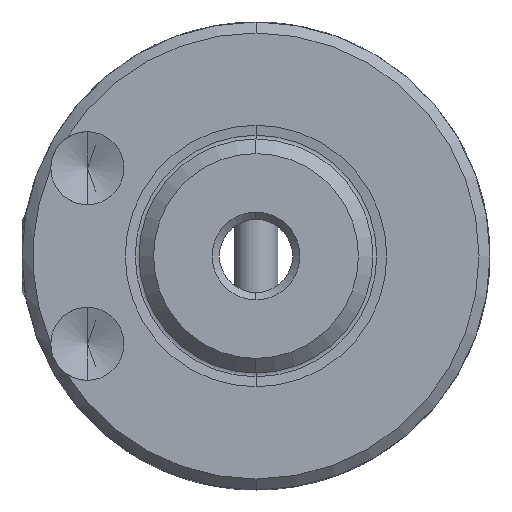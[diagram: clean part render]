
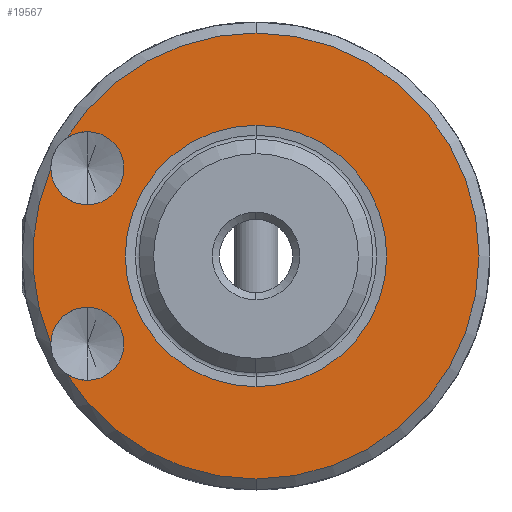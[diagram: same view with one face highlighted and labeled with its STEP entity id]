
A CAD part, left-side view. The second image highlights one B-rep face of the part: STEP entity #19567.
In plain terms, the highlighted planar face has unit normal (-1, 0, 0).
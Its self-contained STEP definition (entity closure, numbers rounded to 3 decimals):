
#409 = DIRECTION ( 'NONE',  ( 1., 0., 0. ) ) ;
#529 = CARTESIAN_POINT ( 'NONE',  ( -32., 11.531, -6.003 ) ) ;
#1162 = ORIENTED_EDGE ( 'NONE', *, *, #27053, .F. ) ;
#1167 = VERTEX_POINT ( 'NONE', #17645 ) ;
#1732 = DIRECTION ( 'NONE',  ( 0., 0., 1. ) ) ;
#1765 = DIRECTION ( 'NONE',  ( 0., 0., 1. ) ) ;
#2917 = ORIENTED_EDGE ( 'NONE', *, *, #15448, .F. ) ;
#3414 = CARTESIAN_POINT ( 'NONE',  ( -32., 14.031, 5.974 ) ) ;
#3690 = EDGE_CURVE ( 'NONE', #18749, #1167, #25078, .T. ) ;
#3763 = DIRECTION ( 'NONE',  ( 0., 0., 1. ) ) ;
#3879 = DIRECTION ( 'NONE',  ( 1., 0., 0. ) ) ;
#3895 = PLANE ( 'NONE',  #34131 ) ;
#4397 = AXIS2_PLACEMENT_3D ( 'NONE', #6047, #5789, #33836 ) ;
#4404 = CIRCLE ( 'NONE', #35017, 15.25 ) ;
#4410 = DIRECTION ( 'NONE',  ( -1., 0., 0. ) ) ;
#4490 = CIRCLE ( 'NONE', #21108, 15.25 ) ;
#4575 = CIRCLE ( 'NONE', #34202, 8.94 ) ;
#5632 = DIRECTION ( 'NONE',  ( -1., 0., 0. ) ) ;
#5789 = DIRECTION ( 'NONE',  ( 1., 0., 0. ) ) ;
#5818 = AXIS2_PLACEMENT_3D ( 'NONE', #26715, #4410, #1732 ) ;
#6047 = CARTESIAN_POINT ( 'NONE',  ( -32., 0., 0. ) ) ;
#6095 = DIRECTION ( 'NONE',  ( -1., 0., 0. ) ) ;
#6249 = DIRECTION ( 'NONE',  ( 1., 0., 0. ) ) ;
#6493 = CARTESIAN_POINT ( 'NONE',  ( -32., 0., 0. ) ) ;
#6677 = DIRECTION ( 'NONE',  ( 0., 0., -1. ) ) ;
#7153 = CARTESIAN_POINT ( 'NONE',  ( -32., 0., 0. ) ) ;
#7622 = ORIENTED_EDGE ( 'NONE', *, *, #24590, .F. ) ;
#7789 = EDGE_CURVE ( 'NONE', #25713, #18749, #26716, .T. ) ;
#8010 = EDGE_LOOP ( 'NONE', ( #16039, #17199 ) ) ;
#8065 = CIRCLE ( 'NONE', #19441, 2.5 ) ;
#8271 = CARTESIAN_POINT ( 'NONE',  ( -32., 11.531, 6.003 ) ) ;
#9090 = VERTEX_POINT ( 'NONE', #31138 ) ;
#10052 = VERTEX_POINT ( 'NONE', #13108 ) ;
#10887 = EDGE_CURVE ( 'NONE', #20692, #24831, #17609, .T. ) ;
#11564 = CARTESIAN_POINT ( 'NONE',  ( -32., 14.031, -5.974 ) ) ;
#11795 = DIRECTION ( 'NONE',  ( 0., 0., 1. ) ) ;
#12060 = EDGE_CURVE ( 'NONE', #24831, #20692, #4575, .T. ) ;
#13108 = CARTESIAN_POINT ( 'NONE',  ( -32., 12.942, -8.067 ) ) ;
#13272 = DIRECTION ( 'NONE',  ( -1., 0., 0. ) ) ;
#13638 = AXIS2_PLACEMENT_3D ( 'NONE', #17980, #23651, #1765 ) ;
#13705 = VERTEX_POINT ( 'NONE', #33643 ) ;
#14180 = DIRECTION ( 'NONE',  ( 0., 0., -1. ) ) ;
#14508 = DIRECTION ( 'NONE',  ( -1., 0., 0. ) ) ;
#14637 = VERTEX_POINT ( 'NONE', #24101 ) ;
#14792 = CIRCLE ( 'NONE', #25702, 15.25 ) ;
#15276 = EDGE_CURVE ( 'NONE', #22838, #25713, #22763, .T. ) ;
#15448 = EDGE_CURVE ( 'NONE', #9090, #22838, #22307, .T. ) ;
#15987 = DIRECTION ( 'NONE',  ( 0., 0., 1. ) ) ;
#16039 = ORIENTED_EDGE ( 'NONE', *, *, #12060, .T. ) ;
#16721 = EDGE_CURVE ( 'NONE', #1167, #13705, #23533, .T. ) ;
#16988 = CARTESIAN_POINT ( 'NONE',  ( -32., 0., 0. ) ) ;
#17199 = ORIENTED_EDGE ( 'NONE', *, *, #10887, .T. ) ;
#17388 = CARTESIAN_POINT ( 'NONE',  ( -32., 0., 15.25 ) ) ;
#17549 = CARTESIAN_POINT ( 'NONE',  ( -32., 15.25, 0. ) ) ;
#17609 = CIRCLE ( 'NONE', #28560, 8.94 ) ;
#17645 = CARTESIAN_POINT ( 'NONE',  ( -32., 11.531, 8.503 ) ) ;
#17980 = CARTESIAN_POINT ( 'NONE',  ( -32., 11.531, -6.003 ) ) ;
#18031 = CARTESIAN_POINT ( 'NONE',  ( -32., 11.531, 6.003 ) ) ;
#18283 = DIRECTION ( 'NONE',  ( 1., 0., 0. ) ) ;
#18749 = VERTEX_POINT ( 'NONE', #19396 ) ;
#19396 = CARTESIAN_POINT ( 'NONE',  ( -32., 11.531, 3.503 ) ) ;
#19441 = AXIS2_PLACEMENT_3D ( 'NONE', #529, #6095, #33877 ) ;
#19567 = ADVANCED_FACE ( 'NONE', ( #29638, #28779 ), #3895, .T. ) ;
#19788 = ORIENTED_EDGE ( 'NONE', *, *, #7789, .F. ) ;
#20016 = DIRECTION ( 'NONE',  ( 1., 0., 0. ) ) ;
#20161 = CARTESIAN_POINT ( 'NONE',  ( -32., 0., -8.94 ) ) ;
#20276 = DIRECTION ( 'NONE',  ( 0., 0., -1. ) ) ;
#20647 = VERTEX_POINT ( 'NONE', #27912 ) ;
#20692 = VERTEX_POINT ( 'NONE', #20161 ) ;
#21108 = AXIS2_PLACEMENT_3D ( 'NONE', #6493, #6249, #25551 ) ;
#21164 = DIRECTION ( 'NONE',  ( -1., 0., 0. ) ) ;
#21216 = ORIENTED_EDGE ( 'NONE', *, *, #15276, .F. ) ;
#21219 = ORIENTED_EDGE ( 'NONE', *, *, #3690, .F. ) ;
#22307 = CIRCLE ( 'NONE', #13638, 2.5 ) ;
#22658 = EDGE_LOOP ( 'NONE', ( #19788, #21216, #2917, #33242, #7622, #24185, #33449, #1162, #29514, #21219 ) ) ;
#22763 = CIRCLE ( 'NONE', #4397, 15.25 ) ;
#22838 = VERTEX_POINT ( 'NONE', #11564 ) ;
#23068 = CARTESIAN_POINT ( 'NONE',  ( -32., 0., 0. ) ) ;
#23533 = CIRCLE ( 'NONE', #5818, 2.5 ) ;
#23651 = DIRECTION ( 'NONE',  ( -1., 0., 0. ) ) ;
#24101 = CARTESIAN_POINT ( 'NONE',  ( -32., 0., -15.25 ) ) ;
#24185 = ORIENTED_EDGE ( 'NONE', *, *, #26425, .F. ) ;
#24590 = EDGE_CURVE ( 'NONE', #10052, #20647, #8065, .T. ) ;
#24777 = AXIS2_PLACEMENT_3D ( 'NONE', #18031, #13272, #32360 ) ;
#24831 = VERTEX_POINT ( 'NONE', #29107 ) ;
#25078 = CIRCLE ( 'NONE', #28153, 2.5 ) ;
#25218 = CARTESIAN_POINT ( 'NONE',  ( -32., 0., 0. ) ) ;
#25551 = DIRECTION ( 'NONE',  ( 0., 0., -1. ) ) ;
#25702 = AXIS2_PLACEMENT_3D ( 'NONE', #7153, #18283, #6677 ) ;
#25713 = VERTEX_POINT ( 'NONE', #3414 ) ;
#26425 = EDGE_CURVE ( 'NONE', #14637, #10052, #14792, .T. ) ;
#26634 = CIRCLE ( 'NONE', #33457, 2.5 ) ;
#26715 = CARTESIAN_POINT ( 'NONE',  ( -32., 11.531, 6.003 ) ) ;
#26716 = CIRCLE ( 'NONE', #24777, 2.5 ) ;
#27053 = EDGE_CURVE ( 'NONE', #13705, #33671, #4404, .T. ) ;
#27912 = CARTESIAN_POINT ( 'NONE',  ( -32., 11.531, -8.503 ) ) ;
#28153 = AXIS2_PLACEMENT_3D ( 'NONE', #8271, #5632, #11795 ) ;
#28560 = AXIS2_PLACEMENT_3D ( 'NONE', #25218, #20016, #30902 ) ;
#28779 = FACE_BOUND ( 'NONE', #8010, .T. ) ;
#29107 = CARTESIAN_POINT ( 'NONE',  ( -32., 0., 8.94 ) ) ;
#29514 = ORIENTED_EDGE ( 'NONE', *, *, #16721, .F. ) ;
#29638 = FACE_OUTER_BOUND ( 'NONE', #22658, .T. ) ;
#29854 = CARTESIAN_POINT ( 'NONE',  ( -32., 11.531, -6.003 ) ) ;
#30443 = EDGE_CURVE ( 'NONE', #20647, #9090, #26634, .T. ) ;
#30902 = DIRECTION ( 'NONE',  ( 0., 0., -1. ) ) ;
#31138 = CARTESIAN_POINT ( 'NONE',  ( -32., 11.531, -3.503 ) ) ;
#32360 = DIRECTION ( 'NONE',  ( 0., 0., 1. ) ) ;
#33242 = ORIENTED_EDGE ( 'NONE', *, *, #30443, .F. ) ;
#33449 = ORIENTED_EDGE ( 'NONE', *, *, #33725, .F. ) ;
#33457 = AXIS2_PLACEMENT_3D ( 'NONE', #29854, #21164, #15987 ) ;
#33643 = CARTESIAN_POINT ( 'NONE',  ( -32., 12.942, 8.067 ) ) ;
#33671 = VERTEX_POINT ( 'NONE', #17388 ) ;
#33725 = EDGE_CURVE ( 'NONE', #33671, #14637, #4490, .T. ) ;
#33836 = DIRECTION ( 'NONE',  ( 0., 0., -1. ) ) ;
#33877 = DIRECTION ( 'NONE',  ( 0., 0., 1. ) ) ;
#34131 = AXIS2_PLACEMENT_3D ( 'NONE', #17549, #14508, #3763 ) ;
#34202 = AXIS2_PLACEMENT_3D ( 'NONE', #16988, #409, #14180 ) ;
#35017 = AXIS2_PLACEMENT_3D ( 'NONE', #23068, #3879, #20276 ) ;
